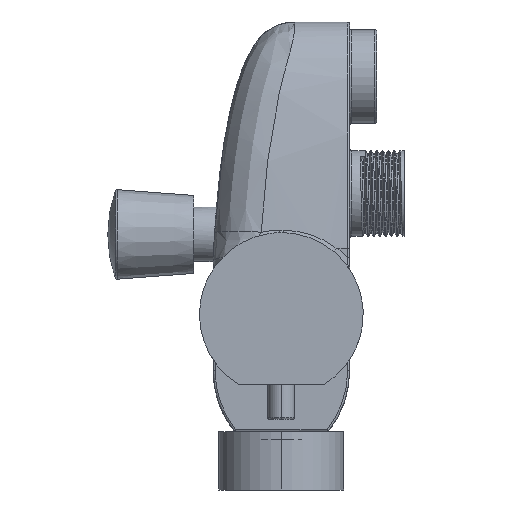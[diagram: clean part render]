
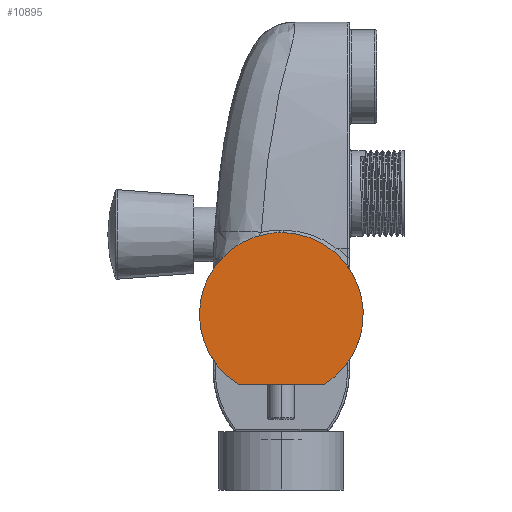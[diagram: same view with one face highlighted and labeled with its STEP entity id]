
A CAD part, left-side view. The second image highlights one B-rep face of the part: STEP entity #10895.
In plain terms, the highlighted planar face has unit normal (-1, 0, 0).
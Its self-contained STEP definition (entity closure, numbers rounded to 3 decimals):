
#170 = EDGE_LOOP ( 'NONE', ( #9275, #4811, #3623, #5455, #2663, #9276, #3803, #2880 ) ) ;
#518 = CIRCLE ( 'NONE', #10656, 21. ) ;
#538 = CARTESIAN_POINT ( 'NONE',  ( -131.001, 0., 45. ) ) ;
#694 = DIRECTION ( 'NONE',  ( 0., 0., 1. ) ) ;
#1069 = AXIS2_PLACEMENT_3D ( 'NONE', #8511, #11061, #694 ) ;
#1350 = CARTESIAN_POINT ( 'NONE',  ( -131., -10.991, 27.106 ) ) ;
#1658 = DIRECTION ( 'NONE',  ( -1., 0., 0. ) ) ;
#1883 = VERTEX_POINT ( 'NONE', #3039 ) ;
#2099 = DIRECTION ( 'NONE',  ( 0., -1., 0. ) ) ;
#2663 = ORIENTED_EDGE ( 'NONE', *, *, #2685, .T. ) ;
#2685 = EDGE_CURVE ( 'NONE', #10750, #9346, #7624, .T. ) ;
#2753 = AXIS2_PLACEMENT_3D ( 'NONE', #8518, #10221, #6701 ) ;
#2792 = CARTESIAN_POINT ( 'NONE',  ( -131.001, 0., 45. ) ) ;
#2880 = ORIENTED_EDGE ( 'NONE', *, *, #7647, .T. ) ;
#2920 = CARTESIAN_POINT ( 'NONE',  ( -131., 10.991, 27.106 ) ) ;
#2934 = CARTESIAN_POINT ( 'NONE',  ( -131.001, 3.565, 65.695 ) ) ;
#2944 = AXIS2_PLACEMENT_3D ( 'NONE', #3459, #1658, #9317 ) ;
#3011 = VECTOR ( 'NONE', #2099, 1000. ) ;
#3039 = CARTESIAN_POINT ( 'NONE',  ( -131.001, 2.475, 65.854 ) ) ;
#3092 = CIRCLE ( 'NONE', #11070, 21. ) ;
#3111 = CIRCLE ( 'NONE', #2753, 21. ) ;
#3229 = PLANE ( 'NONE',  #2944 ) ;
#3291 = FACE_OUTER_BOUND ( 'NONE', #170, .T. ) ;
#3459 = CARTESIAN_POINT ( 'NONE',  ( -131.001, 0., 45. ) ) ;
#3489 = EDGE_CURVE ( 'NONE', #1883, #6834, #3111, .T. ) ;
#3524 = DIRECTION ( 'NONE',  ( 0., 0., 1. ) ) ;
#3548 = AXIS2_PLACEMENT_3D ( 'NONE', #7840, #4419, #3524 ) ;
#3623 = ORIENTED_EDGE ( 'NONE', *, *, #5368, .T. ) ;
#3787 = CARTESIAN_POINT ( 'NONE',  ( -131.001, 0., 27.106 ) ) ;
#3803 = ORIENTED_EDGE ( 'NONE', *, *, #3489, .T. ) ;
#3910 = CIRCLE ( 'NONE', #3548, 21. ) ;
#4046 = CARTESIAN_POINT ( 'NONE',  ( -131.001, 0., 45. ) ) ;
#4048 = VERTEX_POINT ( 'NONE', #5405 ) ;
#4363 = AXIS2_PLACEMENT_3D ( 'NONE', #4046, #5742, #6429 ) ;
#4393 = VERTEX_POINT ( 'NONE', #1350 ) ;
#4419 = DIRECTION ( 'NONE',  ( -1., 0., 0. ) ) ;
#4425 = DIRECTION ( 'NONE',  ( -1., 0., 0. ) ) ;
#4811 = ORIENTED_EDGE ( 'NONE', *, *, #5063, .T. ) ;
#4884 = DIRECTION ( 'NONE',  ( 0., 0., 1. ) ) ;
#4945 = DIRECTION ( 'NONE',  ( -1., 0., 0. ) ) ;
#4981 = DIRECTION ( 'NONE',  ( 0., 0., 1. ) ) ;
#5000 = EDGE_CURVE ( 'NONE', #4048, #7224, #3910, .T. ) ;
#5041 = DIRECTION ( 'NONE',  ( -1., 0., 0. ) ) ;
#5063 = EDGE_CURVE ( 'NONE', #7224, #4393, #8966, .T. ) ;
#5075 = CARTESIAN_POINT ( 'NONE',  ( -131.001, -0.58, 65.992 ) ) ;
#5368 = EDGE_CURVE ( 'NONE', #4393, #6956, #6178, .T. ) ;
#5405 = CARTESIAN_POINT ( 'NONE',  ( -131.001, 21., 44.985 ) ) ;
#5455 = ORIENTED_EDGE ( 'NONE', *, *, #7693, .T. ) ;
#5742 = DIRECTION ( 'NONE',  ( -1., 0., 0. ) ) ;
#6178 = CIRCLE ( 'NONE', #4363, 21. ) ;
#6429 = DIRECTION ( 'NONE',  ( 0., 0., 1. ) ) ;
#6695 = CARTESIAN_POINT ( 'NONE',  ( -131.001, 0., 45. ) ) ;
#6701 = DIRECTION ( 'NONE',  ( 0., 0., 1. ) ) ;
#6834 = VERTEX_POINT ( 'NONE', #2934 ) ;
#6956 = VERTEX_POINT ( 'NONE', #11044 ) ;
#7042 = DIRECTION ( 'NONE',  ( 0., 0., 1. ) ) ;
#7224 = VERTEX_POINT ( 'NONE', #2920 ) ;
#7624 = CIRCLE ( 'NONE', #8160, 21. ) ;
#7647 = EDGE_CURVE ( 'NONE', #6834, #4048, #518, .T. ) ;
#7693 = EDGE_CURVE ( 'NONE', #6956, #10750, #8115, .T. ) ;
#7840 = CARTESIAN_POINT ( 'NONE',  ( -131.001, 0., 45. ) ) ;
#8115 = CIRCLE ( 'NONE', #1069, 21. ) ;
#8160 = AXIS2_PLACEMENT_3D ( 'NONE', #538, #4945, #4884 ) ;
#8511 = CARTESIAN_POINT ( 'NONE',  ( -131.001, 0., 45. ) ) ;
#8513 = EDGE_CURVE ( 'NONE', #9346, #1883, #3092, .T. ) ;
#8518 = CARTESIAN_POINT ( 'NONE',  ( -131.001, 0., 45. ) ) ;
#8966 = LINE ( 'NONE', #3787, #3011 ) ;
#9275 = ORIENTED_EDGE ( 'NONE', *, *, #5000, .T. ) ;
#9276 = ORIENTED_EDGE ( 'NONE', *, *, #8513, .T. ) ;
#9317 = DIRECTION ( 'NONE',  ( 0., 0., 1. ) ) ;
#9346 = VERTEX_POINT ( 'NONE', #5075 ) ;
#10221 = DIRECTION ( 'NONE',  ( -1., 0., 0. ) ) ;
#10656 = AXIS2_PLACEMENT_3D ( 'NONE', #6695, #5041, #4981 ) ;
#10750 = VERTEX_POINT ( 'NONE', #10892 ) ;
#10892 = CARTESIAN_POINT ( 'NONE',  ( -131.001, -16.296, 58.246 ) ) ;
#10895 = ADVANCED_FACE ( 'NONE', ( #3291 ), #3229, .T. ) ;
#11044 = CARTESIAN_POINT ( 'NONE',  ( -131.001, -20.231, 39.37 ) ) ;
#11061 = DIRECTION ( 'NONE',  ( -1., 0., 0. ) ) ;
#11070 = AXIS2_PLACEMENT_3D ( 'NONE', #2792, #4425, #7042 ) ;
